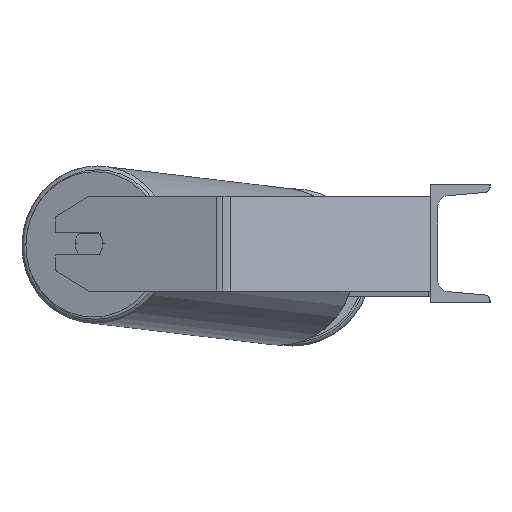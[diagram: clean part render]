
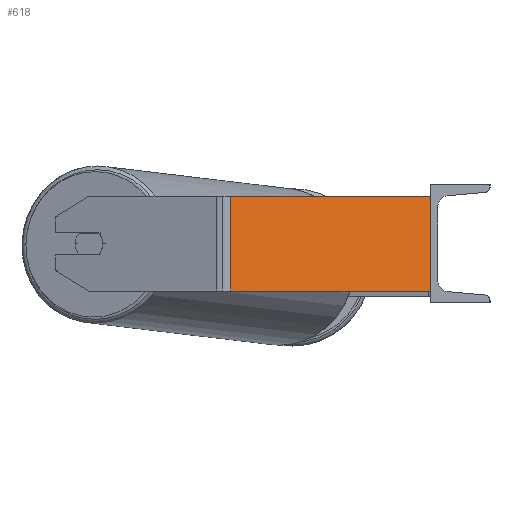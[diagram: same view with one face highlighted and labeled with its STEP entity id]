
A CAD part, left-side view. The second image highlights one B-rep face of the part: STEP entity #618.
In plain terms, the highlighted planar face has unit normal (-0.906, -0.423, 0).
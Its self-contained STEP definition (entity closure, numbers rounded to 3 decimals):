
#618 = ADVANCED_FACE ( 'NONE', ( #7394 ), #8684, .F. ) ;
#663 = ORIENTED_EDGE ( 'NONE', *, *, #2031, .F. ) ;
#801 = EDGE_LOOP ( 'NONE', ( #6612, #7486, #663, #2432 ) ) ;
#1114 = CARTESIAN_POINT ( 'NONE',  ( -685., 0., 40. ) ) ;
#1272 = CARTESIAN_POINT ( 'NONE',  ( -685., 0., 40. ) ) ;
#1341 = VECTOR ( 'NONE', #3886, 1000. ) ;
#1609 = LINE ( 'NONE', #2306, #8092 ) ;
#1721 = VERTEX_POINT ( 'NONE', #3744 ) ;
#2031 = EDGE_CURVE ( 'NONE', #8235, #2782, #1609, .T. ) ;
#2306 = CARTESIAN_POINT ( 'NONE',  ( -766.72, 175.248, 40. ) ) ;
#2377 = CARTESIAN_POINT ( 'NONE',  ( -766.72, 175.248, 40. ) ) ;
#2432 = ORIENTED_EDGE ( 'NONE', *, *, #3925, .T. ) ;
#2473 = EDGE_CURVE ( 'NONE', #2782, #5269, #5400, .T. ) ;
#2502 = DIRECTION ( 'NONE',  ( 0.906, 0.423, 0. ) ) ;
#2782 = VERTEX_POINT ( 'NONE', #1272 ) ;
#3716 = LINE ( 'NONE', #7215, #7118 ) ;
#3736 = CARTESIAN_POINT ( 'NONE',  ( -763.919, 169.242, 40. ) ) ;
#3744 = CARTESIAN_POINT ( 'NONE',  ( -763.919, 169.242, -40. ) ) ;
#3852 = DIRECTION ( 'NONE',  ( -0.423, 0.906, 0. ) ) ;
#3886 = DIRECTION ( 'NONE',  ( 0., 0., -1. ) ) ;
#3925 = EDGE_CURVE ( 'NONE', #8235, #1721, #8796, .T. ) ;
#5269 = VERTEX_POINT ( 'NONE', #8289 ) ;
#5322 = EDGE_CURVE ( 'NONE', #1721, #5269, #3716, .T. ) ;
#5400 = LINE ( 'NONE', #1114, #1341 ) ;
#5712 = DIRECTION ( 'NONE',  ( 0.423, -0.906, 0. ) ) ;
#5788 = DIRECTION ( 'NONE',  ( 0.423, -0.906, 0. ) ) ;
#6612 = ORIENTED_EDGE ( 'NONE', *, *, #5322, .T. ) ;
#6797 = VECTOR ( 'NONE', #7683, 1000. ) ;
#7118 = VECTOR ( 'NONE', #5788, 1000. ) ;
#7215 = CARTESIAN_POINT ( 'NONE',  ( -766.72, 175.248, -40. ) ) ;
#7394 = FACE_OUTER_BOUND ( 'NONE', #801, .T. ) ;
#7486 = ORIENTED_EDGE ( 'NONE', *, *, #2473, .F. ) ;
#7683 = DIRECTION ( 'NONE',  ( 0., 0., -1. ) ) ;
#8092 = VECTOR ( 'NONE', #5712, 1000. ) ;
#8101 = AXIS2_PLACEMENT_3D ( 'NONE', #2377, #2502, #3852 ) ;
#8235 = VERTEX_POINT ( 'NONE', #3736 ) ;
#8289 = CARTESIAN_POINT ( 'NONE',  ( -685., 0., -40. ) ) ;
#8684 = PLANE ( 'NONE',  #8101 ) ;
#8796 = LINE ( 'NONE', #8961, #6797 ) ;
#8961 = CARTESIAN_POINT ( 'NONE',  ( -763.919, 169.242, 40. ) ) ;
